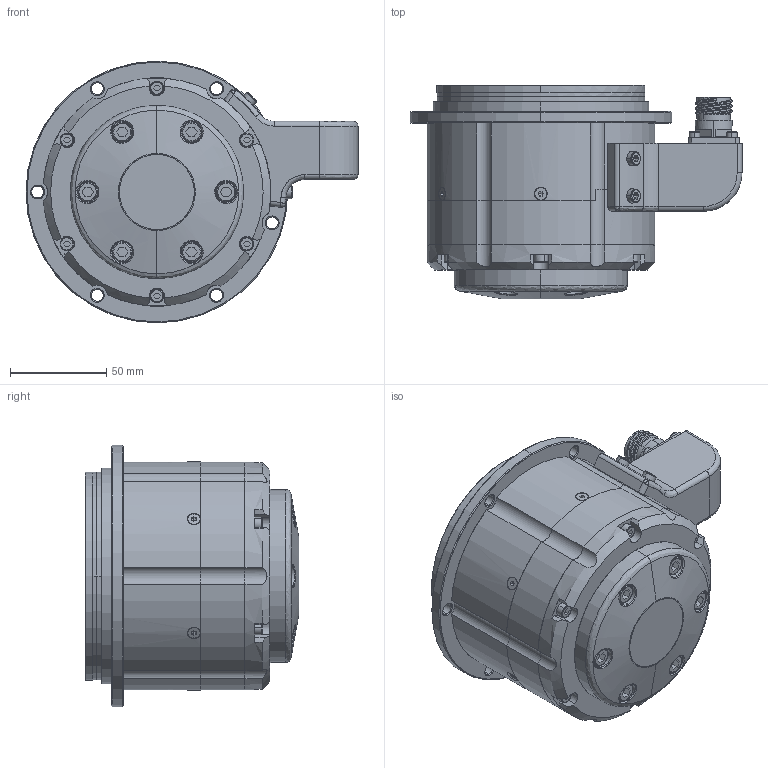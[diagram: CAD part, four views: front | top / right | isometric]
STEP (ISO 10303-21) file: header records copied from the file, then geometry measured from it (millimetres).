
FILE_DESCRIPTION(('CATIA V5 STEP Exchange','CAx-IF Rec.Pracs.--- Model Styling and Organization---1.4--- 2014-01-23','CAx-IF Rec.Pracs.---3D Tessellated Data Validation Properties---0.5---2014-09-14'),'2;1');
FILE_NAME('yukselis eksen 4.stp','2023-01-24T15:47:31+00:00',('none'),('none'),'CATIA Version 5-6 Release 2018','CATIA V5 STEP AP242','none');
FILE_SCHEMA(('AP242_MANAGED_MODEL_BASED_3D_ENGINEERING_MIM_LF {1 0 10303 442 1 1 4}'));
Length unit declared in the file: millimetre
Products named in the file (1): Product1
Bounding box: 172.5 x 111.05 x 136 mm (x, y, z)
Surface area: 197050.9 mm2 (no closed solid volume)
Topology: 0 solids, 2605 shells, 2608 faces, 14037 edges, 13994 vertices
Faces by surface type: plane 1605, cylinder 480, bspline 206, revolution 193, extrusion 124
Entity records: 176451 total; most frequent: CARTESIAN_POINT 72884, DIRECTION 15308, ORIENTED_EDGE 14000, EDGE_CURVE 13997, VERTEX_POINT 13994, VECTOR 9543, LINE 9419, AXIS2_PLACEMENT_3D 3491
